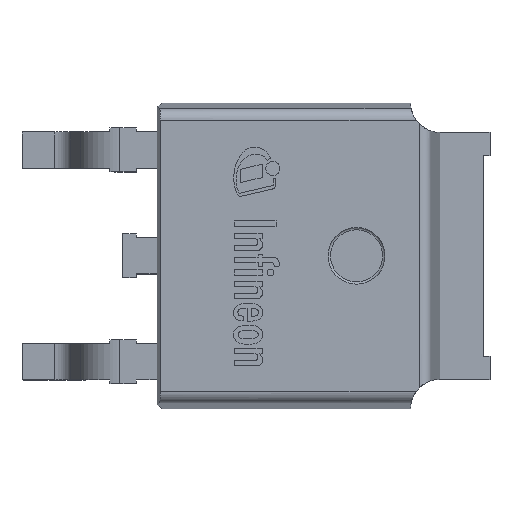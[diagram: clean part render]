
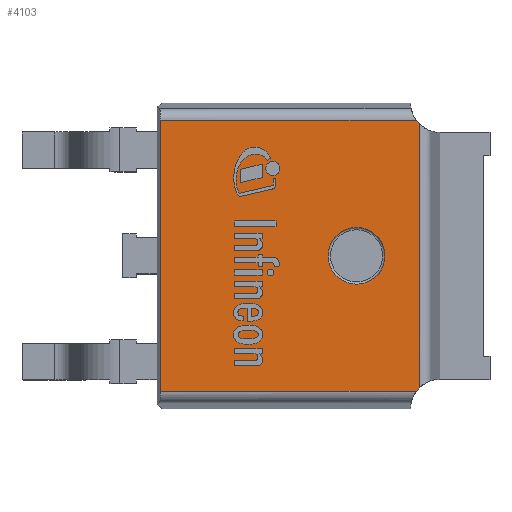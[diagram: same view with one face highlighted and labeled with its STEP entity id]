
A CAD part, top view. The second image highlights one B-rep face of the part: STEP entity #4103.
In plain terms, the highlighted planar face has unit normal (0, 0, 1).
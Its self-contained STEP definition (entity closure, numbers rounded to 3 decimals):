
#115=FACE_BOUND('',#1563,.T.);
#125=PLANE('',#4364);
#318=LINE('',#5777,#806);
#319=LINE('',#5781,#807);
#320=LINE('',#5783,#808);
#321=LINE('',#5784,#809);
#806=VECTOR('',#4686,1000.);
#807=VECTOR('',#4689,1000.);
#808=VECTOR('',#4690,1000.);
#809=VECTOR('',#4691,1000.);
#1323=FACE_OUTER_BOUND('',#1562,.T.);
#1562=EDGE_LOOP('',(#2902,#2903,#2904,#2905,#2906,#2907));
#1563=EDGE_LOOP('',(#2908));
#1808=CIRCLE('',#4361,0.613);
#1809=CIRCLE('',#4365,0.635);
#1810=CIRCLE('',#4366,0.635);
#1879=VERTEX_POINT('',#5751);
#1888=VERTEX_POINT('',#5773);
#1889=VERTEX_POINT('',#5774);
#1890=VERTEX_POINT('',#5776);
#1891=VERTEX_POINT('',#5778);
#1892=VERTEX_POINT('',#5780);
#1893=VERTEX_POINT('',#5782);
#2284=EDGE_CURVE('',#1879,#1879,#1808,.T.);
#2293=EDGE_CURVE('',#1888,#1889,#1809,.T.);
#2294=EDGE_CURVE('',#1888,#1890,#318,.T.);
#2295=EDGE_CURVE('',#1891,#1890,#1810,.T.);
#2296=EDGE_CURVE('',#1891,#1892,#319,.T.);
#2297=EDGE_CURVE('',#1892,#1893,#320,.T.);
#2298=EDGE_CURVE('',#1893,#1889,#321,.T.);
#2902=ORIENTED_EDGE('',*,*,#2293,.F.);
#2903=ORIENTED_EDGE('',*,*,#2294,.T.);
#2904=ORIENTED_EDGE('',*,*,#2295,.F.);
#2905=ORIENTED_EDGE('',*,*,#2296,.T.);
#2906=ORIENTED_EDGE('',*,*,#2297,.T.);
#2907=ORIENTED_EDGE('',*,*,#2298,.T.);
#2908=ORIENTED_EDGE('',*,*,#2284,.F.);
#4103=ADVANCED_FACE('',(#1323,#115),#125,.T.);
#4361=AXIS2_PLACEMENT_3D('',#5753,#4668,#4669);
#4364=AXIS2_PLACEMENT_3D('',#5772,#4682,#4683);
#4365=AXIS2_PLACEMENT_3D('',#5775,#4684,#4685);
#4366=AXIS2_PLACEMENT_3D('',#5779,#4687,#4688);
#4668=DIRECTION('center_axis',(0.,0.,1.));
#4669=DIRECTION('ref_axis',(0.,-1.,0.));
#4682=DIRECTION('center_axis',(0.,0.,1.));
#4683=DIRECTION('ref_axis',(0.,-1.,0.));
#4684=DIRECTION('center_axis',(0.,0.,1.));
#4685=DIRECTION('ref_axis',(0.,-1.,0.));
#4686=DIRECTION('',(0.,1.,0.));
#4687=DIRECTION('center_axis',(0.,0.,1.));
#4688=DIRECTION('ref_axis',(0.,-1.,0.));
#4689=DIRECTION('',(-1.,0.,0.));
#4690=DIRECTION('',(0.,-1.,0.));
#4691=DIRECTION('',(1.,0.,0.));
#5751=CARTESIAN_POINT('',(2.17,0.613,2.58));
#5753=CARTESIAN_POINT('Origin',(2.17,0.,2.58));
#5772=CARTESIAN_POINT('Origin',(0.,0.,2.58));
#5773=CARTESIAN_POINT('',(3.522,-2.85,2.58));
#5774=CARTESIAN_POINT('',(3.457,-2.926,2.58));
#5775=CARTESIAN_POINT('Origin',(3.97,-3.3,2.58));
#5776=CARTESIAN_POINT('',(3.522,2.85,2.58));
#5777=CARTESIAN_POINT('',(3.522,0.,2.58));
#5778=CARTESIAN_POINT('',(3.457,2.926,2.58));
#5779=CARTESIAN_POINT('Origin',(3.97,3.3,2.58));
#5780=CARTESIAN_POINT('',(-2.062,2.926,2.58));
#5781=CARTESIAN_POINT('',(-2.062,2.926,2.58));
#5782=CARTESIAN_POINT('',(-2.062,-2.926,2.58));
#5783=CARTESIAN_POINT('',(-2.062,3.3,2.58));
#5784=CARTESIAN_POINT('',(3.351,-2.926,2.58));
